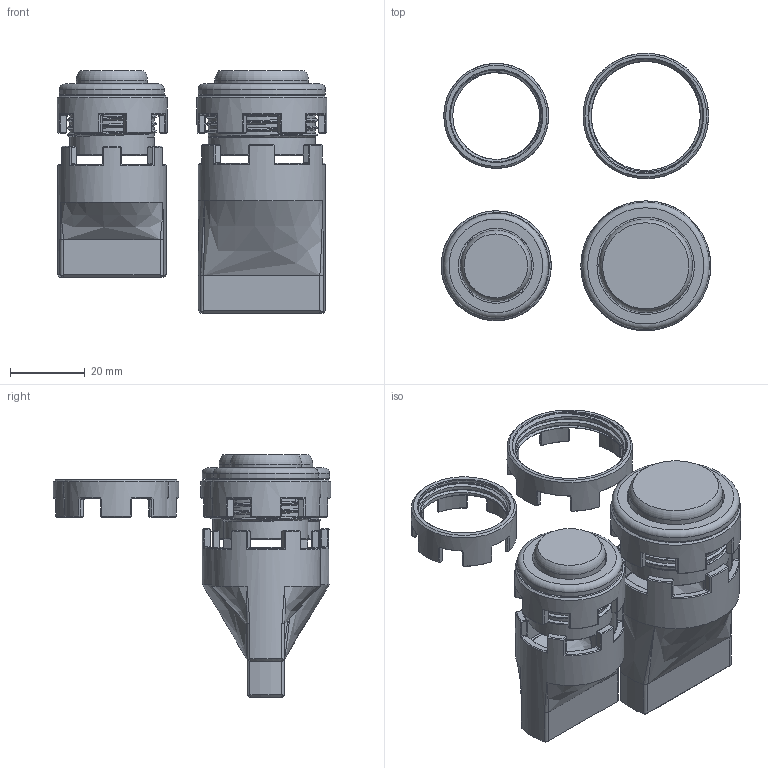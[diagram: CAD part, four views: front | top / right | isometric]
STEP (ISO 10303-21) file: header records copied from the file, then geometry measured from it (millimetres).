
FILE_DESCRIPTION(/* description */ (''),/* implementation_level */ '2;1');
FILE_NAME(/* name */ 'OSBHE v2 24mm + 30mm.step',/* time_stamp */ '2025-10-28T10:23:57-04:00',/* author */ (''),/* organization */ (''),/* preprocessor_version */ 'ST-DEVELOPER v20.1',/* originating_system */ 'Autodesk Translation Framework v14.17.0.0',/* authorisation */ '');
FILE_SCHEMA (('AUTOMOTIVE_DESIGN { 1 0 10303 214 3 1 1 }'));
Products named in the file (1): cherry mx v28
Bounding box: 71.96 x 74.09 x 64.7 mm (x, y, z)
Volume: 29608 mm3; surface area: 34298 mm2
Topology: 12 solids, 12 shells, 1511 faces, 3971 edges, 2478 vertices
Faces by surface type: plane 839, bspline 324, cone 194, cylinder 146, torus 8
Full cylindrical faces by diameter (mm): 1.8 x4, 5.5 x2, 16 x1, 19 x1, 20 x1, 22 x1, 22.5 x3, 23.18 x2, 23.822 x4, 24 x2, 24.541 x4, 25 x4, 26 x1, 28 x2, 28.5 x5, 29 x1, 29.07 x2, 29.361 x1, 29.822 x4, 30 x3, 30.418 x4, 30.5 x2, 31 x2, 33.5 x1, 34 x2, 34.68 x1
Entity records: 57886 total; most frequent: CARTESIAN_POINT 24343, ORIENTED_EDGE 7926, DIRECTION 5567, EDGE_CURVE 3963, VERTEX_POINT 2478, LINE 1955, VECTOR 1955, AXIS2_PLACEMENT_3D 1806
